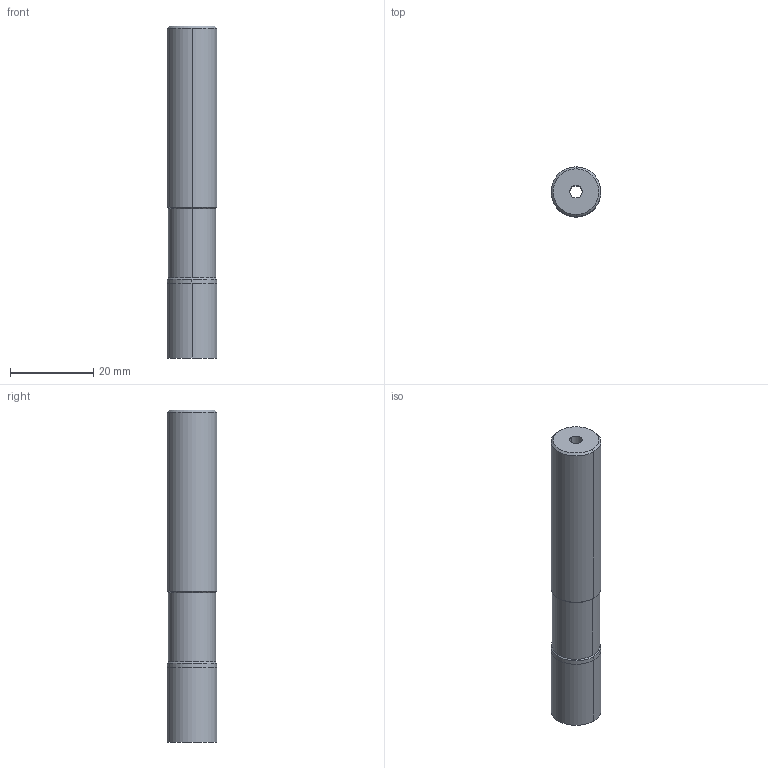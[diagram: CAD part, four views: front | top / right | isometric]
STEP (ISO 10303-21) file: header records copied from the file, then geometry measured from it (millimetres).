
FILE_DESCRIPTION(/* description */ (''),/* implementation_level */ '2;1');
FILE_NAME(/* name */ 'DLC3SA120N36C.stp',/* time_stamp */ '2023-04-06T09:54:02+09:00',/* author */ (''),/* organization */ (''),/* preprocessor_version */ 'ST-DEVELOPER v16',/* originating_system */ 'SIEMENS PLM Software NX 10.0',/* authorisation */ '');
FILE_SCHEMA (('AUTOMOTIVE_DESIGN { 1 0 10303 214 3 1 1 1 }'));
Length unit declared in the file: millimetre
Products named in the file (1): DLC3SA120N36C_ASM
Bounding box: 12 x 12 x 80 mm (x, y, z)
Volume: 8289.8 mm3; surface area: 4159.4 mm2
Topology: 2 solids, 2 shells, 22 faces, 48 edges, 35 vertices
Faces by surface type: cylinder 10, cone 6, plane 4, bspline 2
Entity records: 790 total; most frequent: CARTESIAN_POINT 162, DIRECTION 138, ORIENTED_EDGE 88, AXIS2_PLACEMENT_3D 59, EDGE_CURVE 44, CIRCLE 28, EDGE_LOOP 26, VERTEX_POINT 26
